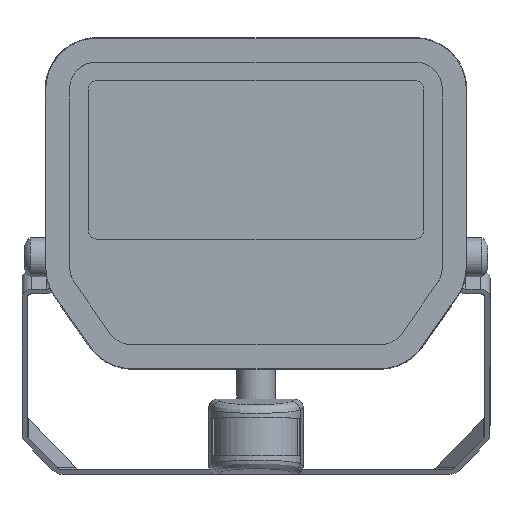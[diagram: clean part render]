
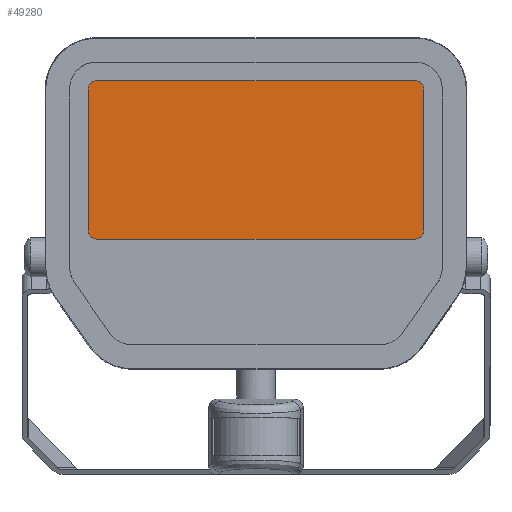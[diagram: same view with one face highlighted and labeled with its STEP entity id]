
A CAD part, top view. The second image highlights one B-rep face of the part: STEP entity #49280.
In plain terms, the highlighted face is planar.
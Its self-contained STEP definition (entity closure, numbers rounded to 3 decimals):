
#239 = ORIENTED_EDGE ( 'NONE', *, *, #38138, .T. ) ;
#1268 = CARTESIAN_POINT ( 'NONE',  ( 74.35, 84.652, 113.638 ) ) ;
#1649 = EDGE_CURVE ( 'NONE', #42286, #44400, #47315, .T. ) ;
#2073 = EDGE_CURVE ( 'NONE', #29195, #42286, #42578, .T. ) ;
#2572 = CARTESIAN_POINT ( 'NONE',  ( -74.35, 84.652, 113.638 ) ) ;
#3896 = VECTOR ( 'NONE', #4235, 1000. ) ;
#4235 = DIRECTION ( 'NONE',  ( 1., 0., 0. ) ) ;
#5256 = CARTESIAN_POINT ( 'NONE',  ( -78.35, 84.652, 179.638 ) ) ;
#5976 = CARTESIAN_POINT ( 'NONE',  ( 78.35, 84.652, 179.638 ) ) ;
#6234 = EDGE_LOOP ( 'NONE', ( #239, #22987, #8660, #7976, #27880, #34925, #12868, #45510 ) ) ;
#6578 = CARTESIAN_POINT ( 'NONE',  ( -74.35, 84.652, 109.638 ) ) ;
#7976 = ORIENTED_EDGE ( 'NONE', *, *, #37587, .T. ) ;
#8660 = ORIENTED_EDGE ( 'NONE', *, *, #50119, .T. ) ;
#9421 = CARTESIAN_POINT ( 'NONE',  ( -74.35, 84.652, 109.638 ) ) ;
#10216 = LINE ( 'NONE', #44499, #3896 ) ;
#11999 = VERTEX_POINT ( 'NONE', #5256 ) ;
#12868 = ORIENTED_EDGE ( 'NONE', *, *, #2073, .T. ) ;
#13255 = AXIS2_PLACEMENT_3D ( 'NONE', #41405, #14090, #37484 ) ;
#14090 = DIRECTION ( 'NONE',  ( 0., 1., 0. ) ) ;
#14763 = LINE ( 'NONE', #6578, #21349 ) ;
#15227 = AXIS2_PLACEMENT_3D ( 'NONE', #32782, #16764, #37245 ) ;
#15260 = AXIS2_PLACEMENT_3D ( 'NONE', #2572, #37630, #42071 ) ;
#15270 = DIRECTION ( 'NONE',  ( 0., 0., 1. ) ) ;
#16425 = EDGE_CURVE ( 'NONE', #11999, #42988, #50539, .T. ) ;
#16764 = DIRECTION ( 'NONE',  ( 0., 1., 0. ) ) ;
#17343 = AXIS2_PLACEMENT_3D ( 'NONE', #1268, #21333, #20567 ) ;
#17508 = FACE_OUTER_BOUND ( 'NONE', #6234, .T. ) ;
#20567 = DIRECTION ( 'NONE',  ( -1., 0., 0. ) ) ;
#21136 = EDGE_CURVE ( 'NONE', #34212, #47906, #14763, .T. ) ;
#21333 = DIRECTION ( 'NONE',  ( 0., 1., 0. ) ) ;
#21349 = VECTOR ( 'NONE', #30816, 1000. ) ;
#22987 = ORIENTED_EDGE ( 'NONE', *, *, #21136, .T. ) ;
#24798 = CARTESIAN_POINT ( 'NONE',  ( -74.35, 84.652, 179.638 ) ) ;
#26949 = CARTESIAN_POINT ( 'NONE',  ( 78.35, 84.652, 113.638 ) ) ;
#27468 = CIRCLE ( 'NONE', #17343, 4. ) ;
#27880 = ORIENTED_EDGE ( 'NONE', *, *, #16425, .T. ) ;
#28486 = DIRECTION ( 'NONE',  ( -1., 0., 0. ) ) ;
#29071 = PLANE ( 'NONE',  #15227 ) ;
#29195 = VERTEX_POINT ( 'NONE', #32453 ) ;
#30816 = DIRECTION ( 'NONE',  ( -1., 0., 0. ) ) ;
#31164 = CARTESIAN_POINT ( 'NONE',  ( -74.35, 84.652, 183.638 ) ) ;
#31313 = CARTESIAN_POINT ( 'NONE',  ( 78.35, 84.652, 113.638 ) ) ;
#32453 = CARTESIAN_POINT ( 'NONE',  ( 74.35, 84.652, 183.638 ) ) ;
#32782 = CARTESIAN_POINT ( 'NONE',  ( -74.35, 84.652, 113.638 ) ) ;
#34212 = VERTEX_POINT ( 'NONE', #38780 ) ;
#34925 = ORIENTED_EDGE ( 'NONE', *, *, #43706, .T. ) ;
#35284 = LINE ( 'NONE', #51275, #43366 ) ;
#37245 = DIRECTION ( 'NONE',  ( -1., 0., 0. ) ) ;
#37484 = DIRECTION ( 'NONE',  ( -1., 0., 0. ) ) ;
#37587 = EDGE_CURVE ( 'NONE', #41265, #11999, #35284, .T. ) ;
#37630 = DIRECTION ( 'NONE',  ( 0., 1., 0. ) ) ;
#38138 = EDGE_CURVE ( 'NONE', #44400, #34212, #27468, .T. ) ;
#38780 = CARTESIAN_POINT ( 'NONE',  ( 74.35, 84.652, 109.638 ) ) ;
#39453 = DIRECTION ( 'NONE',  ( 0., 0., -1. ) ) ;
#40568 = DIRECTION ( 'NONE',  ( 0., 1., 0. ) ) ;
#40997 = CARTESIAN_POINT ( 'NONE',  ( -78.35, 84.652, 113.638 ) ) ;
#41265 = VERTEX_POINT ( 'NONE', #40997 ) ;
#41270 = AXIS2_PLACEMENT_3D ( 'NONE', #24798, #40568, #28486 ) ;
#41405 = CARTESIAN_POINT ( 'NONE',  ( 74.35, 84.652, 179.638 ) ) ;
#42071 = DIRECTION ( 'NONE',  ( -1., 0., 0. ) ) ;
#42286 = VERTEX_POINT ( 'NONE', #5976 ) ;
#42578 = CIRCLE ( 'NONE', #13255, 4. ) ;
#42988 = VERTEX_POINT ( 'NONE', #31164 ) ;
#43366 = VECTOR ( 'NONE', #15270, 1000. ) ;
#43706 = EDGE_CURVE ( 'NONE', #42988, #29195, #10216, .T. ) ;
#44400 = VERTEX_POINT ( 'NONE', #26949 ) ;
#44499 = CARTESIAN_POINT ( 'NONE',  ( -74.35, 84.652, 183.638 ) ) ;
#45510 = ORIENTED_EDGE ( 'NONE', *, *, #1649, .T. ) ;
#47315 = LINE ( 'NONE', #31313, #50170 ) ;
#47906 = VERTEX_POINT ( 'NONE', #9421 ) ;
#49280 = ADVANCED_FACE ( 'NONE', ( #17508 ), #29071, .T. ) ;
#49656 = CIRCLE ( 'NONE', #15260, 4. ) ;
#50119 = EDGE_CURVE ( 'NONE', #47906, #41265, #49656, .T. ) ;
#50170 = VECTOR ( 'NONE', #39453, 1000. ) ;
#50539 = CIRCLE ( 'NONE', #41270, 4. ) ;
#51275 = CARTESIAN_POINT ( 'NONE',  ( -78.35, 84.652, 113.638 ) ) ;
